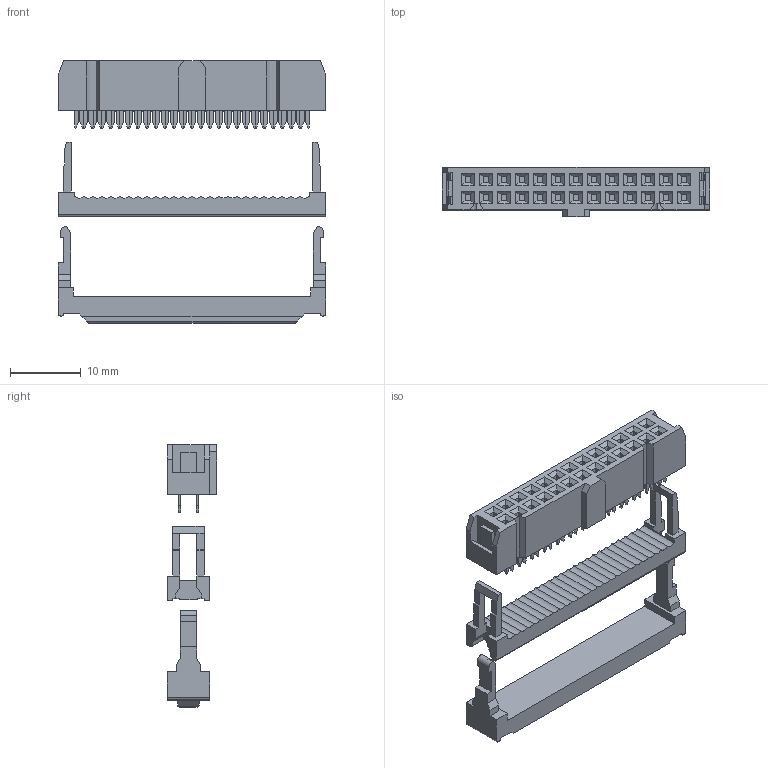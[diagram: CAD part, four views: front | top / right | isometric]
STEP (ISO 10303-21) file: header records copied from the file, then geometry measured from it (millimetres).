
FILE_DESCRIPTION(('STEP AP214'),'1');
FILE_NAME('sockets_awp26-7541-t.stp','2017-04-01T05:51:58',('TraceParts'),('TraceParts S.A.'),'Spatial InterOp 3D',' ',' ');
FILE_SCHEMA(('automotive_design'));
Length unit declared in the file: millimetre
Products named in the file (3): sockets_awp26-7541-t_1; sockets_awp26-7541-t_2; sockets_awp26-7541-t_3
Bounding box: 37.72 x 7 x 37 mm (x, y, z)
Volume: 2872.2 mm3; surface area: 3474.3 mm2
Topology: 3 solids, 3 shells, 811 faces, 2165 edges, 1406 vertices
Faces by surface type: plane 721, cylinder 90
Entity records: 31293 total; most frequent: CARTESIAN_POINT 4389, ORIENTED_EDGE 4330, DIRECTION 3973, EDGE_CURVE 2165, LINE 1981, VECTOR 1981, VERTEX_POINT 1406, AXIS2_PLACEMENT_3D 996
